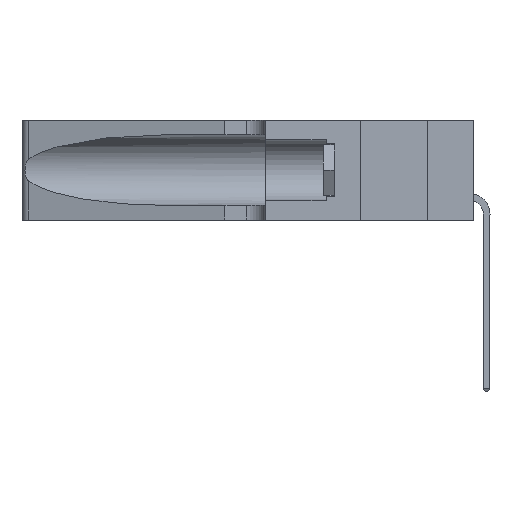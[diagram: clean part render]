
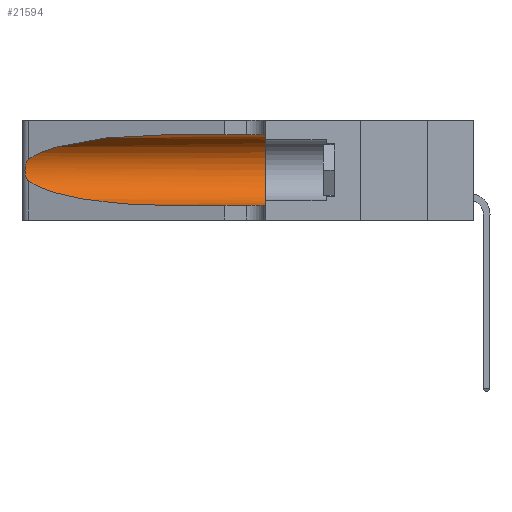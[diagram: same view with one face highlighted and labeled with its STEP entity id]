
A CAD part, left-side view. The second image highlights one B-rep face of the part: STEP entity #21594.
In plain terms, the highlighted cylindrical face has radius 3.308 mm (diameter 6.617 mm), a partial arc.
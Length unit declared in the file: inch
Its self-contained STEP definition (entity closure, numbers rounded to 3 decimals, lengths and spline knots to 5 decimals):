
#90 =( BOUNDED_CURVE ( )  B_SPLINE_CURVE ( 3, ( #18735, #22787, #4427, #19455 ),
 .UNSPECIFIED., .F., .F. ) 
 B_SPLINE_CURVE_WITH_KNOTS ( ( 4, 4 ),
 ( 1.5708, 2.84003 ),
 .UNSPECIFIED. ) 
 CURVE ( )  GEOMETRIC_REPRESENTATION_ITEM ( )  RATIONAL_B_SPLINE_CURVE ( ( 1., 0.87, 0.87, 1. ) ) 
 REPRESENTATION_ITEM ( '' )  );
#176 = LINE ( 'NONE', #22992, #5308 ) ;
#205 = DIRECTION ( 'NONE',  ( 0., -1., 0. ) ) ;
#449 = EDGE_CURVE ( 'NONE', #11083, #5571, #176, .T. ) ;
#3089 = EDGE_CURVE ( 'NONE', #21814, #11083, #6755, .T. ) ;
#3519 = DIRECTION ( 'NONE',  ( 0., 0., 1. ) ) ;
#3819 = ORIENTED_EDGE ( 'NONE', *, *, #23297, .F. ) ;
#4093 = VERTEX_POINT ( 'NONE', #12688 ) ;
#4107 = VERTEX_POINT ( 'NONE', #13139 ) ;
#4255 = ORIENTED_EDGE ( 'NONE', *, *, #15455, .T. ) ;
#4331 = ORIENTED_EDGE ( 'NONE', *, *, #449, .T. ) ;
#4427 = CARTESIAN_POINT ( 'NONE',  ( 0.2373, 1.15595, 0.28018 ) ) ;
#4535 = FACE_OUTER_BOUND ( 'NONE', #14339, .T. ) ;
#4616 = CARTESIAN_POINT ( 'NONE',  ( 0.25487, 1.22718, 0.14631 ) ) ;
#4725 = CARTESIAN_POINT ( 'NONE',  ( 0.25639, 1.23186, 0.15144 ) ) ;
#5077 = CARTESIAN_POINT ( 'NONE',  ( 0.1305, 1.61858, 0.31525 ) ) ;
#5308 = VECTOR ( 'NONE', #205, 39.37008 ) ;
#5571 = VERTEX_POINT ( 'NONE', #7703 ) ;
#5714 = ORIENTED_EDGE ( 'NONE', *, *, #11764, .F. ) ;
#6129 = VERTEX_POINT ( 'NONE', #15864 ) ;
#6368 = CARTESIAN_POINT ( 'NONE',  ( 0.26017, 1.23833, 0.17102 ) ) ;
#6684 = CYLINDRICAL_SURFACE ( 'NONE', #22344, 0.13025 ) ;
#6755 =( BOUNDED_CURVE ( )  B_SPLINE_CURVE ( 3, ( #22181, #10822, #16813, #16548 ),
 .UNSPECIFIED., .F., .F. ) 
 B_SPLINE_CURVE_WITH_KNOTS ( ( 4, 4 ),
 ( 3.44316, 4.71239 ),
 .UNSPECIFIED. ) 
 CURVE ( )  GEOMETRIC_REPRESENTATION_ITEM ( )  RATIONAL_B_SPLINE_CURVE ( ( 1., 0.87, 0.87, 1. ) ) 
 REPRESENTATION_ITEM ( '' )  );
#7643 = DIRECTION ( 'NONE',  ( 0., 0., -1. ) ) ;
#7703 = CARTESIAN_POINT ( 'NONE',  ( 0.1305, 0.35, 0.05475 ) ) ;
#7982 = CARTESIAN_POINT ( 'NONE',  ( 0.25555, 1.22994, 0.2215 ) ) ;
#8060 = CARTESIAN_POINT ( 'NONE',  ( 0.26018, 1.23835, 0.19895 ) ) ;
#8377 = VECTOR ( 'NONE', #24065, 39.37008 ) ;
#9014 = DIRECTION ( 'NONE',  ( 0., 1., 0. ) ) ;
#10049 = CARTESIAN_POINT ( 'NONE',  ( 0.25639, 1.23184, 0.21858 ) ) ;
#10607 = CARTESIAN_POINT ( 'NONE',  ( 0.25555, 1.22993, 0.14849 ) ) ;
#10612 = CARTESIAN_POINT ( 'NONE',  ( 0.26075, 1.23896, 0.19203 ) ) ;
#10662 = CARTESIAN_POINT ( 'NONE',  ( 0.1305, 0.72297, 0.05475 ) ) ;
#10822 = CARTESIAN_POINT ( 'NONE',  ( 0.2373, 1.15595, 0.08982 ) ) ;
#10876 = CARTESIAN_POINT ( 'NONE',  ( 0.1305, 0.35, 0.185 ) ) ;
#11083 = VERTEX_POINT ( 'NONE', #10662 ) ;
#11764 = EDGE_CURVE ( 'NONE', #6129, #4093, #22611, .T. ) ;
#12688 = CARTESIAN_POINT ( 'NONE',  ( 0.1305, 0.35, 0.31525 ) ) ;
#12705 = CARTESIAN_POINT ( 'NONE',  ( 0.25487, 1.22718, 0.14631 ) ) ;
#13139 = CARTESIAN_POINT ( 'NONE',  ( 0.25487, 1.22718, 0.22369 ) ) ;
#13908 = B_SPLINE_CURVE_WITH_KNOTS ( 'NONE', 3,
 ( #19195, #7982, #10049, #17694, #17518, #8060, #10612, #15128, #6368, #14526, #16417, #4725, #10607, #12705 ),
 .UNSPECIFIED., .F., .F.,
 ( 4, 2, 2, 2, 2, 2, 4 ),
 ( 0., 0.00027, 0.00053, 0.00107, 0.0016, 0.00187, 0.00214 ),
 .UNSPECIFIED. ) ;
#14339 = EDGE_LOOP ( 'NONE', ( #4255, #15168, #21273, #4331, #3819, #5714 ) ) ;
#14526 = CARTESIAN_POINT ( 'NONE',  ( 0.25856, 1.23593, 0.16098 ) ) ;
#15128 = CARTESIAN_POINT ( 'NONE',  ( 0.26075, 1.23896, 0.178 ) ) ;
#15168 = ORIENTED_EDGE ( 'NONE', *, *, #16848, .T. ) ;
#15455 = EDGE_CURVE ( 'NONE', #6129, #4107, #90, .T. ) ;
#15497 = AXIS2_PLACEMENT_3D ( 'NONE', #10876, #9014, #3519 ) ;
#15827 = CIRCLE ( 'NONE', #15497, 0.13025 ) ;
#15864 = CARTESIAN_POINT ( 'NONE',  ( 0.1305, 0.72297, 0.31525 ) ) ;
#16417 = CARTESIAN_POINT ( 'NONE',  ( 0.25789, 1.23486, 0.15765 ) ) ;
#16548 = CARTESIAN_POINT ( 'NONE',  ( 0.1305, 0.72297, 0.05475 ) ) ;
#16813 = CARTESIAN_POINT ( 'NONE',  ( 0.18966, 0.96281, 0.05475 ) ) ;
#16848 = EDGE_CURVE ( 'NONE', #4107, #21814, #13908, .T. ) ;
#17518 = CARTESIAN_POINT ( 'NONE',  ( 0.25854, 1.2359, 0.20912 ) ) ;
#17694 = CARTESIAN_POINT ( 'NONE',  ( 0.25787, 1.23484, 0.2124 ) ) ;
#18735 = CARTESIAN_POINT ( 'NONE',  ( 0.1305, 0.72297, 0.31525 ) ) ;
#19015 = DIRECTION ( 'NONE',  ( 0., -1., 0. ) ) ;
#19195 = CARTESIAN_POINT ( 'NONE',  ( 0.25487, 1.22718, 0.22369 ) ) ;
#19455 = CARTESIAN_POINT ( 'NONE',  ( 0.25487, 1.22718, 0.22369 ) ) ;
#21273 = ORIENTED_EDGE ( 'NONE', *, *, #3089, .T. ) ;
#21594 = ADVANCED_FACE ( 'NONE', ( #4535 ), #6684, .F. ) ;
#21814 = VERTEX_POINT ( 'NONE', #4616 ) ;
#22181 = CARTESIAN_POINT ( 'NONE',  ( 0.25487, 1.22718, 0.14631 ) ) ;
#22344 = AXIS2_PLACEMENT_3D ( 'NONE', #24730, #19015, #7643 ) ;
#22611 = LINE ( 'NONE', #5077, #8377 ) ;
#22787 = CARTESIAN_POINT ( 'NONE',  ( 0.18966, 0.96281, 0.31525 ) ) ;
#22992 = CARTESIAN_POINT ( 'NONE',  ( 0.1305, 1.61858, 0.05475 ) ) ;
#23297 = EDGE_CURVE ( 'NONE', #4093, #5571, #15827, .T. ) ;
#24065 = DIRECTION ( 'NONE',  ( 0., -1., 0. ) ) ;
#24730 = CARTESIAN_POINT ( 'NONE',  ( 0.1305, 1.61858, 0.185 ) ) ;
